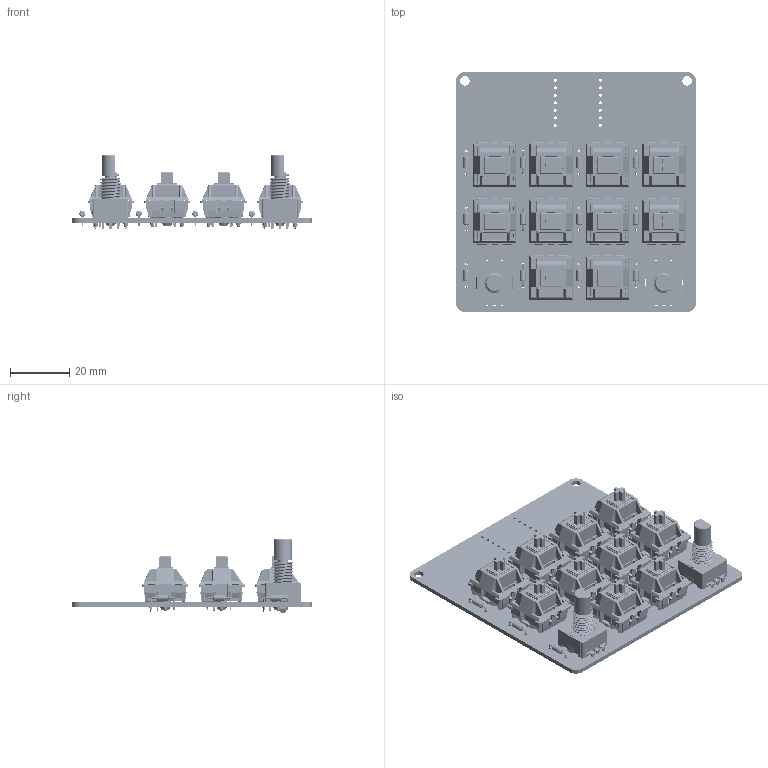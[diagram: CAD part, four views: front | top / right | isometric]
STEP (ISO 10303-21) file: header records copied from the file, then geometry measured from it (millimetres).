
FILE_DESCRIPTION(('KiCad electronic assembly'),'2;1');
FILE_NAME('pivot12KiCadProject.step','2026-02-11T18:53:35',('Pcbnew'),( 'Kicad'),'Open CASCADE STEP processor 7.9','KiCad to STEP converter' ,'Unknown');
FILE_SCHEMA(('AUTOMOTIVE_DESIGN { 1 0 10303 214 1 1 1 1 }'));
Length unit declared in the file: millimetre
Products named in the file (6): pivot12KiCadProject 1; D_DO-35_SOD27_P7.62mm_Horizontal; SW_Cherry_MX_1.00u_PCB; Rotary; pivot12KiCadProject_PCB; pivot12KiCadProject 2
Assembly tree (25 placements, depth 2):
  pivot12KiCadProject 1
    D_DO-35_SOD27_P7.62mm_Horizontal  x12
    SW_Cherry_MX_1.00u_PCB  x10
    Rotary  x2
    pivot12KiCadProject_PCB
  pivot12KiCadProject 2
Bounding box: 81 x 81 x 25.1 mm (x, y, z)
Volume: 22349.3 mm3; surface area: 50097.4 mm2
Topology: 107 solids, 107 shells, 10378 faces, 27254 edges, 17208 vertices
Faces by surface type: plane 6386, cylinder 2874, torus 408, bspline 344, sphere 260, cone 106
Full cylindrical faces by diameter (mm): 0.5 x36, 0.8 x24, 1 x24, 1.5 x20, 1.7 x20, 2 x24, 2.02 x12, 3.2 x2, 4 x10
Entity records: 63567 total; most frequent: CARTESIAN_POINT 19382, ORIENTED_EDGE 7530, DIRECTION 7071, EDGE_CURVE 3765, LINE 2709, VECTOR 2709, VERTEX_POINT 2406, AXIS2_PLACEMENT_3D 2181
